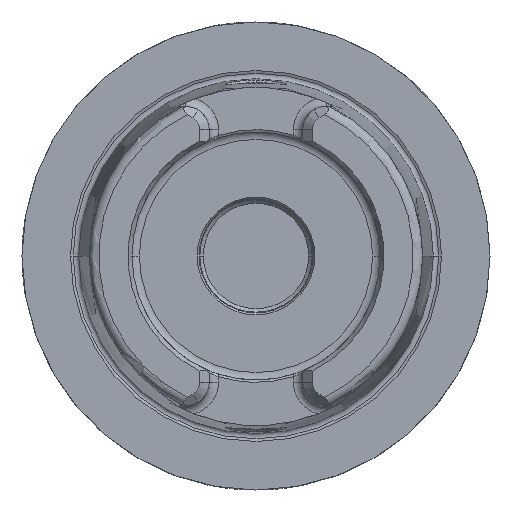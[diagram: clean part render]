
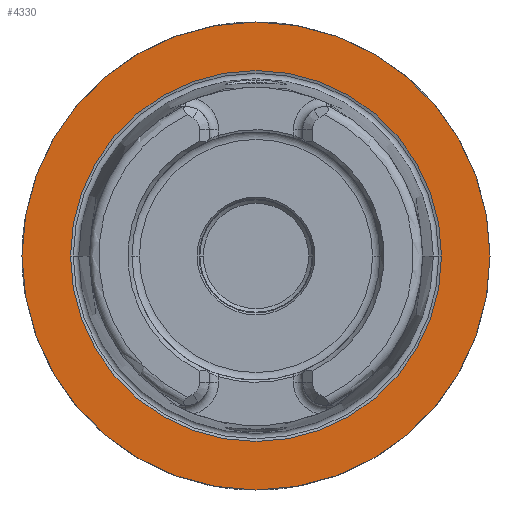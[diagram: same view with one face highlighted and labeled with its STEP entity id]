
A CAD part, left-side view. The second image highlights one B-rep face of the part: STEP entity #4330.
In plain terms, the highlighted planar face has unit normal (-1, 0, 0).
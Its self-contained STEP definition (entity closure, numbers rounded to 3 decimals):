
#905=CARTESIAN_POINT('',(0.,0.,0.));
#906=DIRECTION('',(1.,0.,0.));
#907=DIRECTION('',(0.,1.,0.));
#908=AXIS2_PLACEMENT_3D('',#905,#906,#907);
#910=CARTESIAN_POINT('',(0.,0.,0.));
#911=DIRECTION('',(-1.,0.,0.));
#912=DIRECTION('',(0.,1.,0.));
#913=AXIS2_PLACEMENT_3D('',#910,#911,#912);
#915=CARTESIAN_POINT('',(0.,0.,0.));
#916=DIRECTION('',(-1.,0.,0.));
#917=DIRECTION('',(0.,-1.,0.));
#918=AXIS2_PLACEMENT_3D('',#915,#916,#917);
#920=CARTESIAN_POINT('',(0.,0.,0.));
#921=DIRECTION('',(-1.,0.,0.));
#922=DIRECTION('',(0.,1.,0.));
#923=AXIS2_PLACEMENT_3D('',#920,#921,#922);
#2847=CARTESIAN_POINT('',(0.,50.,0.));
#2848=CARTESIAN_POINT('',(0.,-50.,0.));
#2849=VERTEX_POINT('',#2847);
#2850=VERTEX_POINT('',#2848);
#2875=CARTESIAN_POINT('',(0.,-39.632,0.));
#2876=VERTEX_POINT('',#2875);
#2877=CARTESIAN_POINT('',(0.,39.632,0.));
#2878=VERTEX_POINT('',#2877);
#4315=CARTESIAN_POINT('',(0.,0.,0.));
#4316=DIRECTION('',(1.,0.,0.));
#4317=DIRECTION('',(0.,-1.,0.));
#4318=AXIS2_PLACEMENT_3D('',#4315,#4316,#4317);
#4319=PLANE('',#4318);
#4321=ORIENTED_EDGE('',*,*,#4320,.T.);
#4323=ORIENTED_EDGE('',*,*,#4322,.F.);
#4324=EDGE_LOOP('',(#4321,#4323));
#4325=FACE_OUTER_BOUND('',#4324,.F.);
#4326=ORIENTED_EDGE('',*,*,#4310,.T.);
#4327=ORIENTED_EDGE('',*,*,#4294,.T.);
#4328=EDGE_LOOP('',(#4326,#4327));
#4329=FACE_BOUND('',#4328,.F.);
#4330=ADVANCED_FACE('',(#4325,#4329),#4319,.F.);
#909=CIRCLE('',#908,50.);
#914=CIRCLE('',#913,50.);
#919=CIRCLE('',#918,39.632);
#924=CIRCLE('',#923,39.632);
#4294=EDGE_CURVE('',#2878,#2876,#924,.T.);
#4310=EDGE_CURVE('',#2876,#2878,#919,.T.);
#4320=EDGE_CURVE('',#2849,#2850,#909,.T.);
#4322=EDGE_CURVE('',#2849,#2850,#914,.T.);
